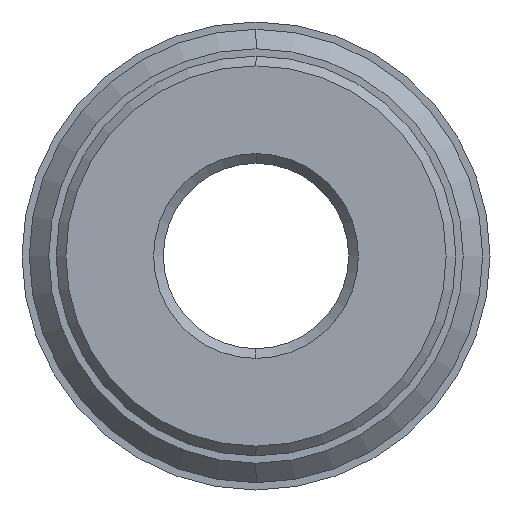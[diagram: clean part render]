
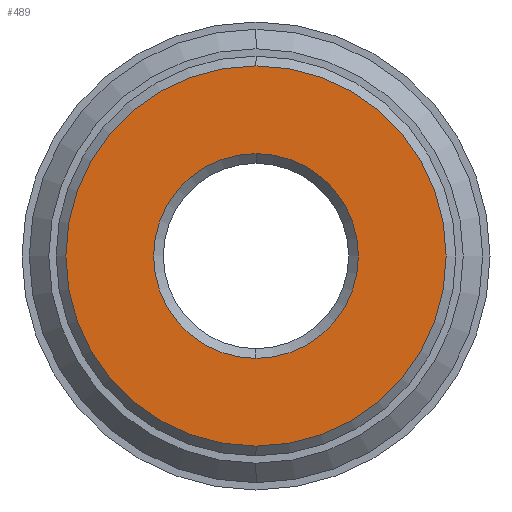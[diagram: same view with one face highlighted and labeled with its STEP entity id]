
A CAD part, left-side view. The second image highlights one B-rep face of the part: STEP entity #489.
In plain terms, the highlighted planar face has unit normal (-1, 0, 0).
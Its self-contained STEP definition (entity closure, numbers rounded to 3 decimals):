
#40 = CARTESIAN_POINT ( 'NONE',  ( 0., 0., -10.5 ) ) ;
#42 = CARTESIAN_POINT ( 'NONE',  ( 0., 0., 10.5 ) ) ;
#44 = CARTESIAN_POINT ( 'NONE',  ( 0., 0., 19.5 ) ) ;
#58 = CARTESIAN_POINT ( 'NONE',  ( 0., 0., -19.5 ) ) ;
#109 = DIRECTION ( 'NONE',  ( 0., 0., -1. ) ) ;
#110 = DIRECTION ( 'NONE',  ( 1., 0., 0. ) ) ;
#112 = PLANE ( 'NONE',  #323 ) ;
#115 = CARTESIAN_POINT ( 'NONE',  ( 0., 9.5, 0. ) ) ;
#181 = DIRECTION ( 'NONE',  ( 0., 0., -1. ) ) ;
#194 = DIRECTION ( 'NONE',  ( -1., 0., 0. ) ) ;
#197 = CARTESIAN_POINT ( 'NONE',  ( 0., 0., 0. ) ) ;
#203 = DIRECTION ( 'NONE',  ( 0., 0., -1. ) ) ;
#205 = DIRECTION ( 'NONE',  ( 1., 0., 0. ) ) ;
#211 = CARTESIAN_POINT ( 'NONE',  ( 0., 0., 0. ) ) ;
#323 = AXIS2_PLACEMENT_3D ( 'NONE', #115, #110, #109 ) ;
#364 = AXIS2_PLACEMENT_3D ( 'NONE', #197, #194, #181 ) ;
#365 = AXIS2_PLACEMENT_3D ( 'NONE', #211, #205, #203 ) ;
#376 = AXIS2_PLACEMENT_3D ( 'NONE', #568, #566, #565 ) ;
#377 = AXIS2_PLACEMENT_3D ( 'NONE', #573, #572, #571 ) ;
#411 = EDGE_CURVE ( 'NONE', #867, #868, #793, .T. ) ;
#413 = EDGE_CURVE ( 'NONE', #865, #855, #788, .T. ) ;
#440 = EDGE_CURVE ( 'NONE', #868, #867, #749, .T. ) ;
#441 = EDGE_CURVE ( 'NONE', #855, #865, #742, .T. ) ;
#489 = ADVANCED_FACE ( 'NONE', ( #666, #656 ), #112, .F. ) ;
#565 = DIRECTION ( 'NONE',  ( 0., 0., -1. ) ) ;
#566 = DIRECTION ( 'NONE',  ( -1., 0., 0. ) ) ;
#568 = CARTESIAN_POINT ( 'NONE',  ( 0., 0., 0. ) ) ;
#571 = DIRECTION ( 'NONE',  ( 0., 0., -1. ) ) ;
#572 = DIRECTION ( 'NONE',  ( 1., 0., 0. ) ) ;
#573 = CARTESIAN_POINT ( 'NONE',  ( 0., 0., 0. ) ) ;
#656 = FACE_OUTER_BOUND ( 'NONE', #882, .T. ) ;
#666 = FACE_BOUND ( 'NONE', #876, .T. ) ;
#742 = CIRCLE ( 'NONE', #364, 19.5 ) ;
#749 = CIRCLE ( 'NONE', #365, 10.5 ) ;
#788 = CIRCLE ( 'NONE', #376, 19.5 ) ;
#793 = CIRCLE ( 'NONE', #377, 10.5 ) ;
#855 = VERTEX_POINT ( 'NONE', #58 ) ;
#865 = VERTEX_POINT ( 'NONE', #44 ) ;
#867 = VERTEX_POINT ( 'NONE', #42 ) ;
#868 = VERTEX_POINT ( 'NONE', #40 ) ;
#876 = EDGE_LOOP ( 'NONE', ( #973, #974 ) ) ;
#882 = EDGE_LOOP ( 'NONE', ( #975, #976 ) ) ;
#973 = ORIENTED_EDGE ( 'NONE', *, *, #411, .T. ) ;
#974 = ORIENTED_EDGE ( 'NONE', *, *, #440, .T. ) ;
#975 = ORIENTED_EDGE ( 'NONE', *, *, #441, .T. ) ;
#976 = ORIENTED_EDGE ( 'NONE', *, *, #413, .T. ) ;
